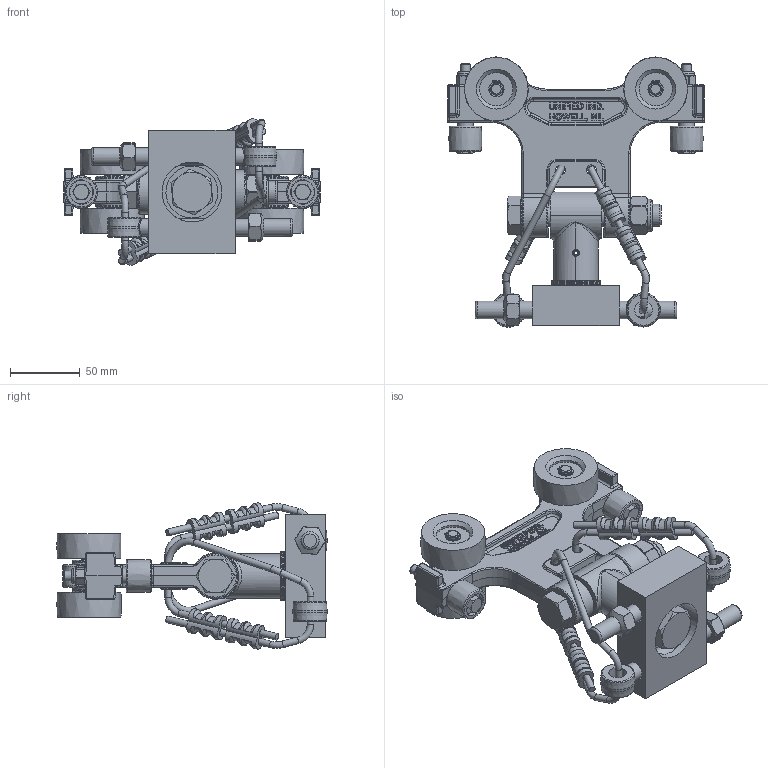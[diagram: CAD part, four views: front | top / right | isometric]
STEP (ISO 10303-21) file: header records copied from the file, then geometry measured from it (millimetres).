
FILE_DESCRIPTION((''),'2;1');
FILE_NAME('22519 SINGLE END TRUCK TO OPERATE ON ETA-4.stp','2011-03-26T13:54:35',('jholman'),(''),'Autodesk Inventor 2011','Autodesk Inventor 2011','');
FILE_SCHEMA(('AUTOMOTIVE_DESIGN { 1 0 10303 214 1 1 1 1 }'));
Length unit declared in the file: inch
Products named in the file (31): 22519; 20110; 59800M; 59800; Hex Cap Screw - Metric M16 x 100; 3D1191G4A; 3D1185B4B; 3D11D6B4A; 3D11N9B4B; 3D11N7B4C; 3D11V6B4B; 3D11F6B4A; 3D11Q9B4A; 3D110XF4B; 3D11SWF4A; 3D11QWF4A; 3D11RWF4A; 3D11TWF4A; 3D11UWF4A; 25261B; 3D11OGB4B; 3D11G3B4A; Pin - Slotted Spring (Inch) 3/16 x 1.1/4; 3D11BOD4B; Hex Cap Screw - Inch 3/4-10 UNC - 2; 3D115FD4B; Prevailing Torque Type Hex Nut - UNC (Regular Thread - Inch)  (IFI) 1/2 - 13 Metal Type; 3D11D9B4B; ANSI/AFBMA 21.1 NT - Thrust Needle Roller And Cage Assembly (Inch) 20NT01; 3D115OD4C; 3D114OD4A
Assembly tree (52 placements, depth 4):
  22519
    20110
      59800M
        59800
      Hex Cap Screw - Metric M16 x 100
      3D1191G4A
      3D1185B4B  x2
      3D11D6B4A  x4
      3D11N9B4B  x4
        3D11N7B4C
        3D11V6B4B
      3D11F6B4A  x2
      3D11Q9B4A  x2
      3D110XF4B  x2
      3D11SWF4A  x2
        3D11QWF4A
        3D11RWF4A
        3D11TWF4A
        3D11UWF4A
    25261B
      3D11OGB4B
      3D11G3B4A
      Pin - Slotted Spring (Inch) 3/16 x 1.1/4
      3D11BOD4B
      Hex Cap Screw - Inch 3/4-10 UNC - 2
      3D115FD4B  x2
      Prevailing Torque Type Hex Nut - UNC (Regular Thread - Inch)  (IFI) 1/2 - 13 Metal Type  x2
      3D11D9B4B  x4
      ANSI/AFBMA 21.1 NT - Thrust Needle Roller And Cage Assembly (Inch) 20NT01  x2
    3D115OD4C  x2
    3D114OD4A  x4
Bounding box: 184.15 x 193.84 x 105.18 mm (x, y, z)
Volume: 566317.4 mm3; surface area: 198860.9 mm2
Topology: 86 solids, 86 shells, 1995 faces, 4653 edges, 2819 vertices
Faces by surface type: plane 662, cylinder 476, bspline 445, torus 160, cone 140, sphere 112
Full cylindrical faces by diameter (mm): 1.041 x8, 1.194 x4, 2 x32, 4.763 x14, 6.35 x2, 6.909 x2, 7 x6, 7.036 x2, 7.099 x2, 7.137 x2, 9.525 x4, 10.249 x2, 10.592 x2, 11.176 x2, 12 x2, 12.7 x6, 13.386 x1, 13.843 x1, 14.288 x2, 15.011 x2, 16 x1, 16.669 x2, 16.866 x4, 16.993 x4, 17 x4, 17.374 x1, 19.05 x2, 19.844 x1, 20 x2, 22.49 x1
Entity records: 48300 total; most frequent: CARTESIAN_POINT 17932, ORIENTED_EDGE 5980, DIRECTION 5815, EDGE_CURVE 2990, AXIS2_PLACEMENT_3D 2233, VERTEX_POINT 1890, EDGE_LOOP 1640, FACE_OUTER_BOUND 1359
